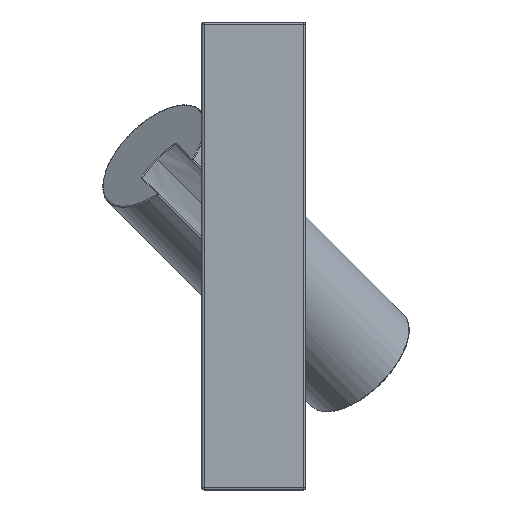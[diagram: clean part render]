
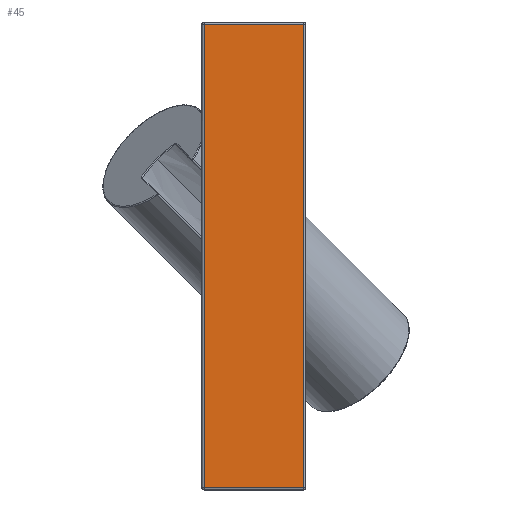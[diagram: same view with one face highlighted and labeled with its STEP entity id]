
A CAD part, top view. The second image highlights one B-rep face of the part: STEP entity #45.
In plain terms, the highlighted planar face has unit normal (0, 0, 1).
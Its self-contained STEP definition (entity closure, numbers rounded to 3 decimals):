
#45=ADVANCED_FACE('',(#119),#1117,.T.);
#119=FACE_OUTER_BOUND('',#193,.T.);
#193=EDGE_LOOP('',(#330,#331,#332,#333));
#330=ORIENTED_EDGE('',*,*,#661,.F.);
#331=ORIENTED_EDGE('',*,*,#659,.F.);
#332=ORIENTED_EDGE('',*,*,#660,.F.);
#333=ORIENTED_EDGE('',*,*,#658,.F.);
#658=EDGE_CURVE('',#992,#993,#902,.T.);
#659=EDGE_CURVE('',#994,#995,#903,.T.);
#660=EDGE_CURVE('',#993,#994,#904,.T.);
#661=EDGE_CURVE('',#995,#992,#905,.T.);
#902=B_SPLINE_CURVE_WITH_KNOTS('',1,(#2577,#2578),.UNSPECIFIED.,.F.,.F.,
(2,2),(0.5,107.5),.UNSPECIFIED.);
#903=B_SPLINE_CURVE_WITH_KNOTS('',1,(#2579,#2580),.UNSPECIFIED.,.F.,.F.,
(2,2),(0.5,107.5),.UNSPECIFIED.);
#904=B_SPLINE_CURVE_WITH_KNOTS('',1,(#2581,#2582),.UNSPECIFIED.,.F.,.F.,
(2,2),(0.5,23.5),.UNSPECIFIED.);
#905=B_SPLINE_CURVE_WITH_KNOTS('',1,(#2583,#2584),.UNSPECIFIED.,.F.,.F.,
(2,2),(0.5,23.5),.UNSPECIFIED.);
#992=VERTEX_POINT('',#2298);
#993=VERTEX_POINT('',#2299);
#994=VERTEX_POINT('',#2300);
#995=VERTEX_POINT('',#2301);
#1117=PLANE('',#1156);
#1156=AXIS2_PLACEMENT_3D('',#1420,#1191,$);
#1191=DIRECTION('',(0.,0.,1.));
#1420=CARTESIAN_POINT('',(11.518,-54.,46.347));
#2298=CARTESIAN_POINT('',(11.018,53.5,46.347));
#2299=CARTESIAN_POINT('',(11.018,-53.5,46.347));
#2300=CARTESIAN_POINT('',(-11.982,-53.5,46.347));
#2301=CARTESIAN_POINT('',(-11.982,53.5,46.347));
#2577=CARTESIAN_POINT('',(11.018,53.5,46.347));
#2578=CARTESIAN_POINT('',(11.018,-53.5,46.347));
#2579=CARTESIAN_POINT('',(-11.982,-53.5,46.347));
#2580=CARTESIAN_POINT('',(-11.982,53.5,46.347));
#2581=CARTESIAN_POINT('',(11.018,-53.5,46.347));
#2582=CARTESIAN_POINT('',(-11.982,-53.5,46.347));
#2583=CARTESIAN_POINT('',(-11.982,53.5,46.347));
#2584=CARTESIAN_POINT('',(11.018,53.5,46.347));
